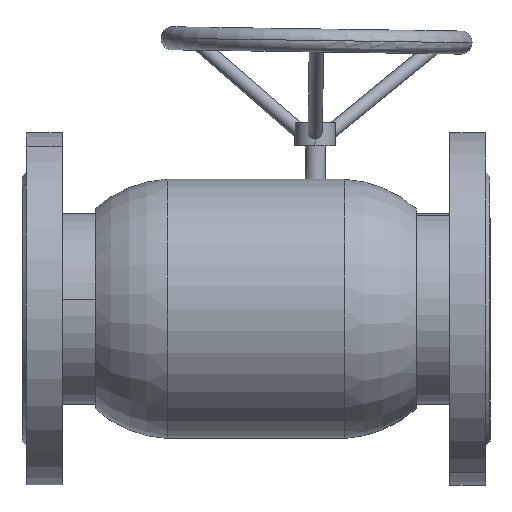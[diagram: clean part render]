
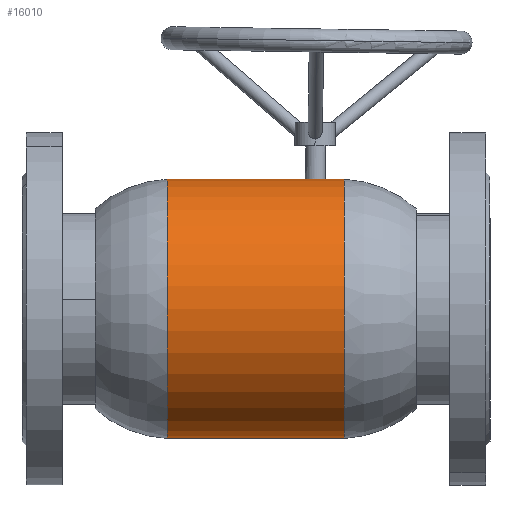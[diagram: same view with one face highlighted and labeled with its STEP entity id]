
A CAD part, front view. The second image highlights one B-rep face of the part: STEP entity #16010.
In plain terms, the highlighted cylindrical face has radius 90 mm (diameter 180 mm), a partial arc.
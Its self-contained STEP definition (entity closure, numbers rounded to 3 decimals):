
#112 = ORIENTED_EDGE ( 'NONE', *, *, #10884, .F. ) ;
#319 = LINE ( 'NONE', #1754, #22246 ) ;
#931 = AXIS2_PLACEMENT_3D ( 'NONE', #23021, #21595, #5326 ) ;
#1723 = EDGE_CURVE ( 'NONE', #6979, #11463, #21171, .T. ) ;
#1754 = CARTESIAN_POINT ( 'NONE',  ( 0., 0., -90. ) ) ;
#1795 = ORIENTED_EDGE ( 'NONE', *, *, #19355, .T. ) ;
#2752 = DIRECTION ( 'NONE',  ( -1., 0., 0. ) ) ;
#3916 = CARTESIAN_POINT ( 'NONE',  ( 61.5, 0., 0. ) ) ;
#4972 = CYLINDRICAL_SURFACE ( 'NONE', #931, 90. ) ;
#5019 = ORIENTED_EDGE ( 'NONE', *, *, #19623, .F. ) ;
#5196 = CIRCLE ( 'NONE', #6328, 90. ) ;
#5326 = DIRECTION ( 'NONE',  ( 0., 0., 1. ) ) ;
#6328 = AXIS2_PLACEMENT_3D ( 'NONE', #3916, #14671, #20177 ) ;
#6813 = CIRCLE ( 'NONE', #20196, 90. ) ;
#6979 = VERTEX_POINT ( 'NONE', #9734 ) ;
#8007 = DIRECTION ( 'NONE',  ( 0., 0., 1. ) ) ;
#9453 = VERTEX_POINT ( 'NONE', #16570 ) ;
#9734 = CARTESIAN_POINT ( 'NONE',  ( 61.5, 0., 90. ) ) ;
#10093 = EDGE_LOOP ( 'NONE', ( #5019, #1795, #17524, #112 ) ) ;
#10884 = EDGE_CURVE ( 'NONE', #9453, #11463, #6813, .T. ) ;
#11463 = VERTEX_POINT ( 'NONE', #16469 ) ;
#11640 = DIRECTION ( 'NONE',  ( -1., 0., 0. ) ) ;
#14671 = DIRECTION ( 'NONE',  ( -1., 0., 0. ) ) ;
#14960 = VECTOR ( 'NONE', #11640, 1000. ) ;
#15168 = VERTEX_POINT ( 'NONE', #18859 ) ;
#16010 = ADVANCED_FACE ( 'NONE', ( #23134 ), #4972, .T. ) ;
#16469 = CARTESIAN_POINT ( 'NONE',  ( -61.5, 0., 90. ) ) ;
#16570 = CARTESIAN_POINT ( 'NONE',  ( -61.5, 0., -90. ) ) ;
#16982 = CARTESIAN_POINT ( 'NONE',  ( -61.5, 0., 0. ) ) ;
#17524 = ORIENTED_EDGE ( 'NONE', *, *, #1723, .T. ) ;
#18859 = CARTESIAN_POINT ( 'NONE',  ( 61.5, 0., -90. ) ) ;
#19258 = CARTESIAN_POINT ( 'NONE',  ( 0., 0., 90. ) ) ;
#19355 = EDGE_CURVE ( 'NONE', #15168, #6979, #5196, .T. ) ;
#19623 = EDGE_CURVE ( 'NONE', #15168, #9453, #319, .T. ) ;
#20177 = DIRECTION ( 'NONE',  ( 0., 0., 1. ) ) ;
#20196 = AXIS2_PLACEMENT_3D ( 'NONE', #16982, #2752, #8007 ) ;
#21171 = LINE ( 'NONE', #19258, #14960 ) ;
#21595 = DIRECTION ( 'NONE',  ( -1., 0., 0. ) ) ;
#21947 = DIRECTION ( 'NONE',  ( -1., 0., 0. ) ) ;
#22246 = VECTOR ( 'NONE', #21947, 1000. ) ;
#23021 = CARTESIAN_POINT ( 'NONE',  ( 0., 0., 0. ) ) ;
#23134 = FACE_OUTER_BOUND ( 'NONE', #10093, .T. ) ;
